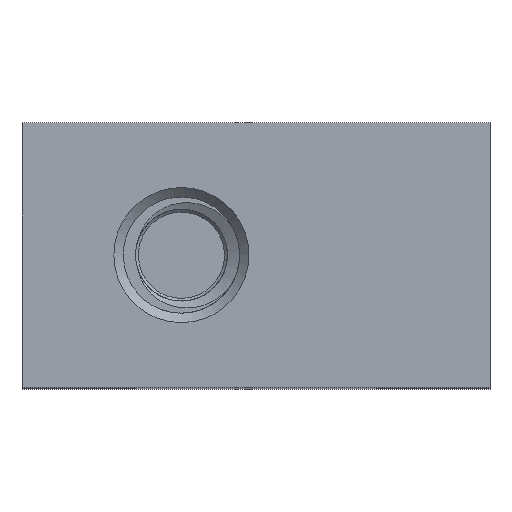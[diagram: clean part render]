
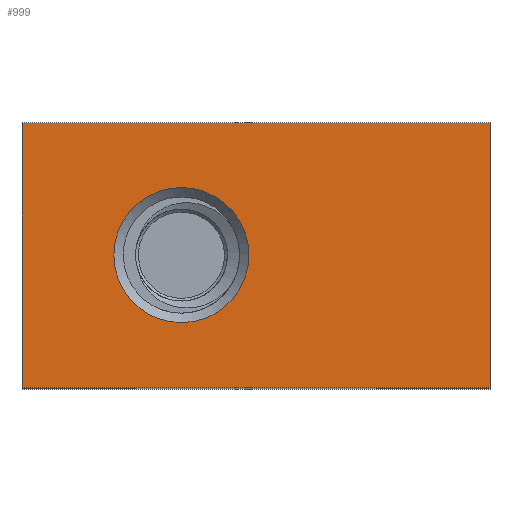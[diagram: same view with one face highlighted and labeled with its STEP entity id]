
A CAD part, top view. The second image highlights one B-rep face of the part: STEP entity #999.
In plain terms, the highlighted planar face has unit normal (0, 0, 1).
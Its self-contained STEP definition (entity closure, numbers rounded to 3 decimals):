
#24=FACE_BOUND('',#200,.T.);
#55=PLANE('',#1093);
#74=CIRCLE('',#1059,1.79);
#135=FACE_OUTER_BOUND('',#199,.T.);
#199=EDGE_LOOP('',(#853,#854,#855,#856));
#200=EDGE_LOOP('',(#857));
#292=LINE('',#12489,#363);
#301=LINE('',#12510,#372);
#313=LINE('',#12545,#384);
#319=LINE('',#12559,#390);
#363=VECTOR('',#1217,10.);
#372=VECTOR('',#1232,10.);
#384=VECTOR('',#1264,10.);
#390=VECTOR('',#1276,10.);
#437=VERTEX_POINT('',#3191);
#460=VERTEX_POINT('',#12486);
#461=VERTEX_POINT('',#12488);
#470=VERTEX_POINT('',#12508);
#483=VERTEX_POINT('',#12544);
#543=EDGE_CURVE('',#437,#437,#74,.T.);
#581=EDGE_CURVE('',#461,#460,#292,.T.);
#592=EDGE_CURVE('',#470,#460,#301,.T.);
#609=EDGE_CURVE('',#461,#483,#313,.T.);
#617=EDGE_CURVE('',#470,#483,#319,.T.);
#853=ORIENTED_EDGE('',*,*,#617,.T.);
#854=ORIENTED_EDGE('',*,*,#609,.F.);
#855=ORIENTED_EDGE('',*,*,#581,.T.);
#856=ORIENTED_EDGE('',*,*,#592,.F.);
#857=ORIENTED_EDGE('',*,*,#543,.T.);
#999=ADVANCED_FACE('',(#135,#24),#55,.F.);
#1059=AXIS2_PLACEMENT_3D('',#3193,#1169,#1170);
#1093=AXIS2_PLACEMENT_3D('',#12562,#1280,#1281);
#1169=DIRECTION('center_axis',(0.,0.,-1.));
#1170=DIRECTION('ref_axis',(1.,0.,0.));
#1217=DIRECTION('',(-1.,0.,0.));
#1232=DIRECTION('',(0.,1.,0.));
#1264=DIRECTION('',(0.,-1.,0.));
#1276=DIRECTION('',(1.,0.,0.));
#1280=DIRECTION('center_axis',(0.,0.,-1.));
#1281=DIRECTION('ref_axis',(0.,-1.,0.));
#3191=CARTESIAN_POINT('',(-0.137,0.,14.739));
#3193=CARTESIAN_POINT('Origin',(-1.927,0.,
14.739));
#12486=CARTESIAN_POINT('',(-6.15,3.5,14.739));
#12488=CARTESIAN_POINT('',(6.25,3.5,14.739));
#12489=CARTESIAN_POINT('',(3.366,3.5,14.739));
#12508=CARTESIAN_POINT('',(-6.15,-3.5,14.739));
#12510=CARTESIAN_POINT('',(-6.15,2.373,14.739));
#12544=CARTESIAN_POINT('',(6.25,-3.5,14.739));
#12545=CARTESIAN_POINT('',(6.25,5.,14.739));
#12559=CARTESIAN_POINT('',(3.2,-3.5,14.739));
#12562=CARTESIAN_POINT('Origin',(6.283,5.,14.739));
